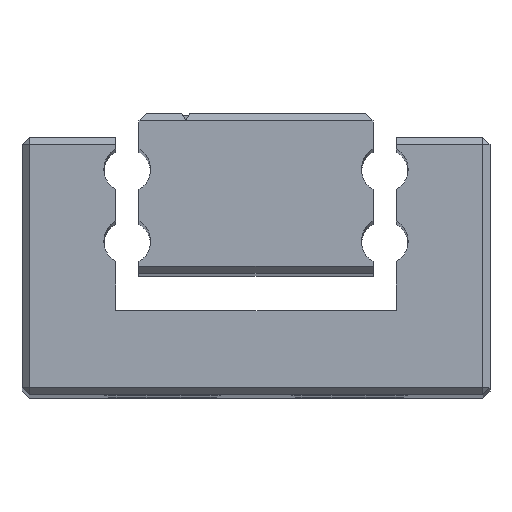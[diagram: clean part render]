
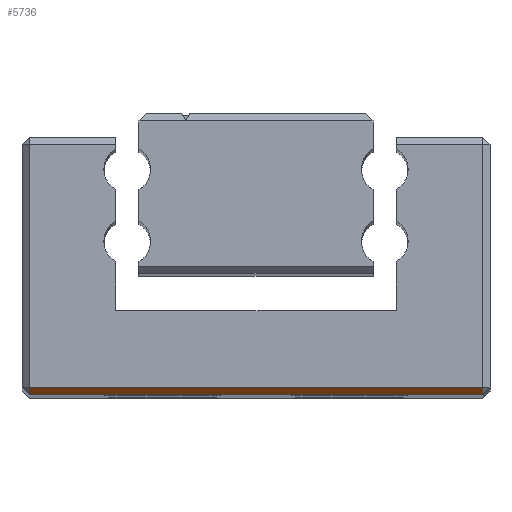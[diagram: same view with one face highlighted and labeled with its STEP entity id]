
A CAD part, top view. The second image highlights one B-rep face of the part: STEP entity #5736.
In plain terms, the highlighted planar face has unit normal (0, -0.707, 0.707).
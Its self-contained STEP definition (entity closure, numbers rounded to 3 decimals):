
#3656 = PLANE('',#3657);
#3657 = AXIS2_PLACEMENT_3D('',#3658,#3659,#3660);
#3658 = CARTESIAN_POINT('',(-3.,5.253,40.));
#3659 = DIRECTION('',(0.,0.,-1.));
#3660 = DIRECTION('',(-1.,0.,0.));
#4627 = VERTEX_POINT('',#4628);
#4628 = CARTESIAN_POINT('',(4.85,0.15,40.));
#4654 = EDGE_CURVE('',#4655,#4627,#4657,.T.);
#4655 = VERTEX_POINT('',#4656);
#4656 = CARTESIAN_POINT('',(-4.85,0.15,40.));
#4657 = SURFACE_CURVE('',#4658,(#4662,#4669),.PCURVE_S1.);
#4658 = LINE('',#4659,#4660);
#4659 = CARTESIAN_POINT('',(-5.,0.15,40.));
#4660 = VECTOR('',#4661,1.);
#4661 = DIRECTION('',(1.,0.,0.));
#4662 = PCURVE('',#3656,#4663);
#4663 = DEFINITIONAL_REPRESENTATION('',(#4664),#4668);
#4664 = LINE('',#4665,#4666);
#4665 = CARTESIAN_POINT('',(2.,-5.103));
#4666 = VECTOR('',#4667,1.);
#4667 = DIRECTION('',(-1.,0.));
#4668 = ( GEOMETRIC_REPRESENTATION_CONTEXT(2) 
PARAMETRIC_REPRESENTATION_CONTEXT() REPRESENTATION_CONTEXT('2D SPACE',''
  ) );
#4669 = PCURVE('',#4670,#4675);
#4670 = PLANE('',#4671);
#4671 = AXIS2_PLACEMENT_3D('',#4672,#4673,#4674);
#4672 = CARTESIAN_POINT('',(-5.,0.075,39.925));
#4673 = DIRECTION('',(0.,-0.707,0.707));
#4674 = DIRECTION('',(1.,0.,0.));
#4675 = DEFINITIONAL_REPRESENTATION('',(#4676),#4680);
#4676 = LINE('',#4677,#4678);
#4677 = CARTESIAN_POINT('',(0.,0.106));
#4678 = VECTOR('',#4679,1.);
#4679 = DIRECTION('',(1.,0.));
#4680 = ( GEOMETRIC_REPRESENTATION_CONTEXT(2) 
PARAMETRIC_REPRESENTATION_CONTEXT() REPRESENTATION_CONTEXT('2D SPACE',''
  ) );
#4987 = PLANE('',#4988);
#4988 = AXIS2_PLACEMENT_3D('',#4989,#4990,#4991);
#4989 = CARTESIAN_POINT('',(-5.,0.,0.));
#4990 = DIRECTION('',(0.,1.,0.));
#4991 = DIRECTION('',(1.,0.,0.));
#5702 = PLANE('',#5703);
#5703 = AXIS2_PLACEMENT_3D('',#5704,#5705,#5706);
#5704 = CARTESIAN_POINT('',(-4.85,0.15,40.));
#5705 = DIRECTION('',(0.577,0.577,-0.577));
#5706 = DIRECTION('',(0.707,-0.707,0.
    ));
#5736 = ADVANCED_FACE('',(#5737),#4670,.T.);
#5737 = FACE_BOUND('',#5738,.T.);
#5738 = EDGE_LOOP('',(#5739,#5762,#5785,#5811));
#5739 = ORIENTED_EDGE('',*,*,#5740,.T.);
#5740 = EDGE_CURVE('',#4655,#5741,#5743,.T.);
#5741 = VERTEX_POINT('',#5742);
#5742 = CARTESIAN_POINT('',(-4.85,0.,39.85));
#5743 = SURFACE_CURVE('',#5744,(#5748,#5755),.PCURVE_S1.);
#5744 = LINE('',#5745,#5746);
#5745 = CARTESIAN_POINT('',(-4.85,0.113,39.963));
#5746 = VECTOR('',#5747,1.);
#5747 = DIRECTION('',(0.,-0.707,
    -0.707));
#5748 = PCURVE('',#4670,#5749);
#5749 = DEFINITIONAL_REPRESENTATION('',(#5750),#5754);
#5750 = LINE('',#5751,#5752);
#5751 = CARTESIAN_POINT('',(0.15,0.053));
#5752 = VECTOR('',#5753,1.);
#5753 = DIRECTION('',(0.,-1.));
#5754 = ( GEOMETRIC_REPRESENTATION_CONTEXT(2) 
PARAMETRIC_REPRESENTATION_CONTEXT() REPRESENTATION_CONTEXT('2D SPACE',''
  ) );
#5755 = PCURVE('',#5702,#5756);
#5756 = DEFINITIONAL_REPRESENTATION('',(#5757),#5761);
#5757 = LINE('',#5758,#5759);
#5758 = CARTESIAN_POINT('',(0.027,0.046));
#5759 = VECTOR('',#5760,1.);
#5760 = DIRECTION('',(0.5,0.866));
#5761 = ( GEOMETRIC_REPRESENTATION_CONTEXT(2) 
PARAMETRIC_REPRESENTATION_CONTEXT() REPRESENTATION_CONTEXT('2D SPACE',''
  ) );
#5762 = ORIENTED_EDGE('',*,*,#5763,.T.);
#5763 = EDGE_CURVE('',#5741,#5764,#5766,.T.);
#5764 = VERTEX_POINT('',#5765);
#5765 = CARTESIAN_POINT('',(4.85,0.,39.85));
#5766 = SURFACE_CURVE('',#5767,(#5771,#5778),.PCURVE_S1.);
#5767 = LINE('',#5768,#5769);
#5768 = CARTESIAN_POINT('',(-5.,0.,39.85));
#5769 = VECTOR('',#5770,1.);
#5770 = DIRECTION('',(1.,0.,0.));
#5771 = PCURVE('',#4670,#5772);
#5772 = DEFINITIONAL_REPRESENTATION('',(#5773),#5777);
#5773 = LINE('',#5774,#5775);
#5774 = CARTESIAN_POINT('',(0.,-0.106));
#5775 = VECTOR('',#5776,1.);
#5776 = DIRECTION('',(1.,0.));
#5777 = ( GEOMETRIC_REPRESENTATION_CONTEXT(2) 
PARAMETRIC_REPRESENTATION_CONTEXT() REPRESENTATION_CONTEXT('2D SPACE',''
  ) );
#5778 = PCURVE('',#4987,#5779);
#5779 = DEFINITIONAL_REPRESENTATION('',(#5780),#5784);
#5780 = LINE('',#5781,#5782);
#5781 = CARTESIAN_POINT('',(0.,-39.85));
#5782 = VECTOR('',#5783,1.);
#5783 = DIRECTION('',(1.,0.));
#5784 = ( GEOMETRIC_REPRESENTATION_CONTEXT(2) 
PARAMETRIC_REPRESENTATION_CONTEXT() REPRESENTATION_CONTEXT('2D SPACE',''
  ) );
#5785 = ORIENTED_EDGE('',*,*,#5786,.F.);
#5786 = EDGE_CURVE('',#4627,#5764,#5787,.T.);
#5787 = SURFACE_CURVE('',#5788,(#5792,#5799),.PCURVE_S1.);
#5788 = LINE('',#5789,#5790);
#5789 = CARTESIAN_POINT('',(4.85,0.113,39.963));
#5790 = VECTOR('',#5791,1.);
#5791 = DIRECTION('',(0.,-0.707,
    -0.707));
#5792 = PCURVE('',#4670,#5793);
#5793 = DEFINITIONAL_REPRESENTATION('',(#5794),#5798);
#5794 = LINE('',#5795,#5796);
#5795 = CARTESIAN_POINT('',(9.85,0.053));
#5796 = VECTOR('',#5797,1.);
#5797 = DIRECTION('',(0.,-1.));
#5798 = ( GEOMETRIC_REPRESENTATION_CONTEXT(2) 
PARAMETRIC_REPRESENTATION_CONTEXT() REPRESENTATION_CONTEXT('2D SPACE',''
  ) );
#5799 = PCURVE('',#5800,#5805);
#5800 = PLANE('',#5801);
#5801 = AXIS2_PLACEMENT_3D('',#5802,#5803,#5804);
#5802 = CARTESIAN_POINT('',(4.85,0.15,40.));
#5803 = DIRECTION('',(-0.577,0.577,-0.577));
#5804 = DIRECTION('',(0.707,0.707,0.
    ));
#5805 = DEFINITIONAL_REPRESENTATION('',(#5806),#5810);
#5806 = LINE('',#5807,#5808);
#5807 = CARTESIAN_POINT('',(-0.027,0.046));
#5808 = VECTOR('',#5809,1.);
#5809 = DIRECTION('',(-0.5,0.866));
#5810 = ( GEOMETRIC_REPRESENTATION_CONTEXT(2) 
PARAMETRIC_REPRESENTATION_CONTEXT() REPRESENTATION_CONTEXT('2D SPACE',''
  ) );
#5811 = ORIENTED_EDGE('',*,*,#4654,.F.);
